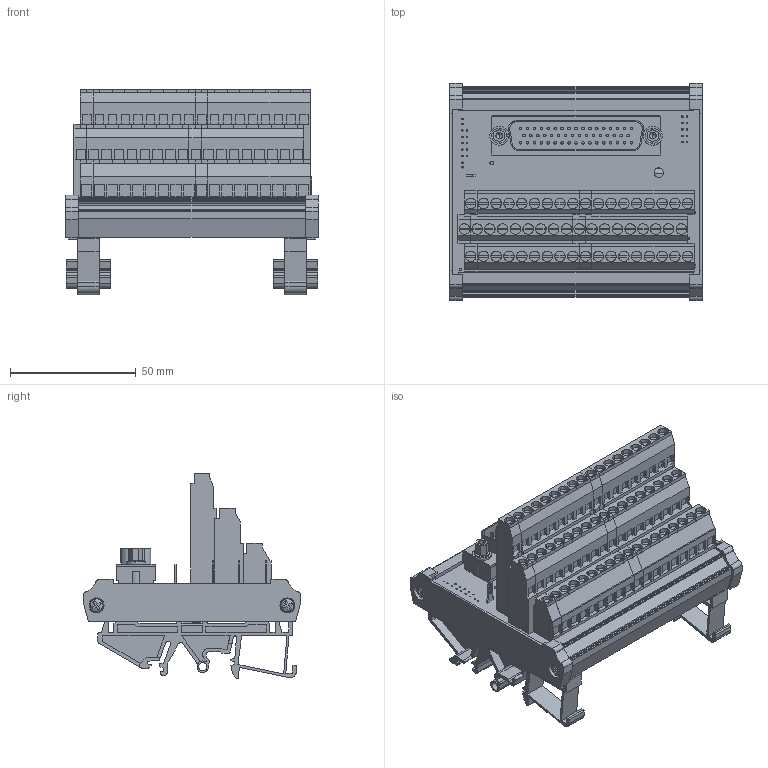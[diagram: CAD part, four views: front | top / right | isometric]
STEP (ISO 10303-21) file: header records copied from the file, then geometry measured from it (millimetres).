
FILE_DESCRIPTION(('CATIA V5R22 STEP214','CAx-IF Rec.Pracs.--- Model Styling and Organization---1.4--- 2014-01-23'),'2;1');
FILE_NAME ('D1464279_0', '2020-06-17T14:39:19+00:00', ('Weidmueller Interface'), ('Weidmueller'), 'CATIA Version 5-6 Release 2016 SP3 HF44', 'CATIA V5 STEP AP214', 'none');
FILE_SCHEMA(('AUTOMOTIVE_DESIGN { 1 0 10303 214 1 1 1 1 }'));
Products named in the file (1): 8019970000 - rs sd50s lp3r
Bounding box: 100.5 x 86.4 x 81.95 mm (x, y, z)
Volume: 141050.1 mm3; surface area: 110359.6 mm2
Topology: 129 solids, 129 shells, 3827 faces, 9861 edges, 6554 vertices
Faces by surface type: plane 2928, cylinder 867, torus 16, sphere 8, cone 8
Entity records: 124899 total; most frequent: CARTESIAN_POINT 28943, ORIENTED_EDGE 19714, DIRECTION 16760, EDGE_CURVE 9857, VECTOR 7803, LINE 7803, VERTEX_POINT 6554, AXIS2_PLACEMENT_3D 5131
